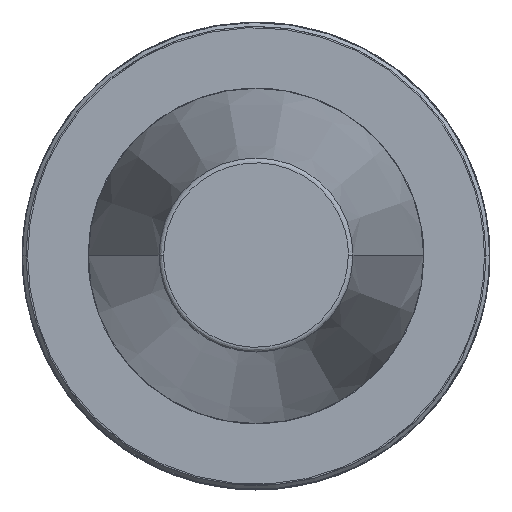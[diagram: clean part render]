
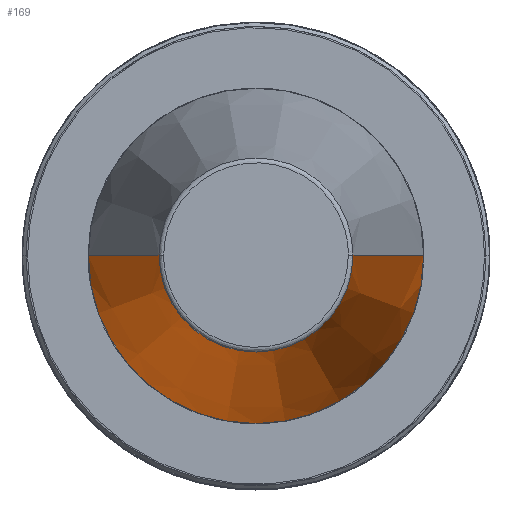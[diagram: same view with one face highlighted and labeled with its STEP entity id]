
A CAD part, top view. The second image highlights one B-rep face of the part: STEP entity #169.
In plain terms, the highlighted conical face has half-angle 8.297 degrees and reference radius 34.925 mm.
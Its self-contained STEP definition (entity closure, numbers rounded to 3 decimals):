
#169 = ADVANCED_FACE ( 'NONE', ( #1017 ), #305, .T. ) ;
#179 = LINE ( 'NONE', #2747, #2613 ) ;
#222 = CARTESIAN_POINT ( 'NONE',  ( -20.211, 0., 100.894 ) ) ;
#245 = VECTOR ( 'NONE', #2273, 1000. ) ;
#305 = CONICAL_SURFACE ( 'NONE', #1128, 34.925, 0.145 ) ;
#347 = CARTESIAN_POINT ( 'NONE',  ( 0., 0., 100.894 ) ) ;
#490 = CARTESIAN_POINT ( 'NONE',  ( 34.925, 0., 0. ) ) ;
#571 = DIRECTION ( 'NONE',  ( 0., 0., -1. ) ) ;
#582 = DIRECTION ( 'NONE',  ( -1., 0., 0. ) ) ;
#671 = VERTEX_POINT ( 'NONE', #1988 ) ;
#1017 = FACE_OUTER_BOUND ( 'NONE', #1511, .T. ) ;
#1030 = EDGE_CURVE ( 'NONE', #1625, #2096, #2898, .T. ) ;
#1128 = AXIS2_PLACEMENT_3D ( 'NONE', #2703, #571, #1839 ) ;
#1164 = VERTEX_POINT ( 'NONE', #222 ) ;
#1285 = ORIENTED_EDGE ( 'NONE', *, *, #1030, .T. ) ;
#1294 = CARTESIAN_POINT ( 'NONE',  ( -34.925, 0., 0. ) ) ;
#1511 = EDGE_LOOP ( 'NONE', ( #2250, #2979, #2895, #1285 ) ) ;
#1565 = AXIS2_PLACEMENT_3D ( 'NONE', #2578, #2567, #2559 ) ;
#1625 = VERTEX_POINT ( 'NONE', #1294 ) ;
#1628 = CIRCLE ( 'NONE', #2671, 20.211 ) ;
#1826 = EDGE_CURVE ( 'NONE', #671, #1164, #1628, .T. ) ;
#1839 = DIRECTION ( 'NONE',  ( -1., 0., 0. ) ) ;
#1988 = CARTESIAN_POINT ( 'NONE',  ( 20.211, 0., 100.894 ) ) ;
#2021 = DIRECTION ( 'NONE',  ( 0., 0., -1. ) ) ;
#2096 = VERTEX_POINT ( 'NONE', #490 ) ;
#2250 = ORIENTED_EDGE ( 'NONE', *, *, #2867, .F. ) ;
#2273 = DIRECTION ( 'NONE',  ( 0.144, 0., -0.99 ) ) ;
#2501 = CARTESIAN_POINT ( 'NONE',  ( 34.925, 0., 0. ) ) ;
#2559 = DIRECTION ( 'NONE',  ( -1., 0., 0. ) ) ;
#2567 = DIRECTION ( 'NONE',  ( 0., 0., 1. ) ) ;
#2578 = CARTESIAN_POINT ( 'NONE',  ( 0., 0., 0. ) ) ;
#2613 = VECTOR ( 'NONE', #2982, 1000. ) ;
#2671 = AXIS2_PLACEMENT_3D ( 'NONE', #347, #2021, #582 ) ;
#2703 = CARTESIAN_POINT ( 'NONE',  ( 0., 0., 0. ) ) ;
#2747 = CARTESIAN_POINT ( 'NONE',  ( -34.925, 0., 0. ) ) ;
#2844 = LINE ( 'NONE', #2501, #245 ) ;
#2867 = EDGE_CURVE ( 'NONE', #671, #2096, #2844, .T. ) ;
#2895 = ORIENTED_EDGE ( 'NONE', *, *, #2933, .T. ) ;
#2898 = CIRCLE ( 'NONE', #1565, 34.925 ) ;
#2933 = EDGE_CURVE ( 'NONE', #1164, #1625, #179, .T. ) ;
#2979 = ORIENTED_EDGE ( 'NONE', *, *, #1826, .T. ) ;
#2982 = DIRECTION ( 'NONE',  ( -0.144, 0., -0.99 ) ) ;
